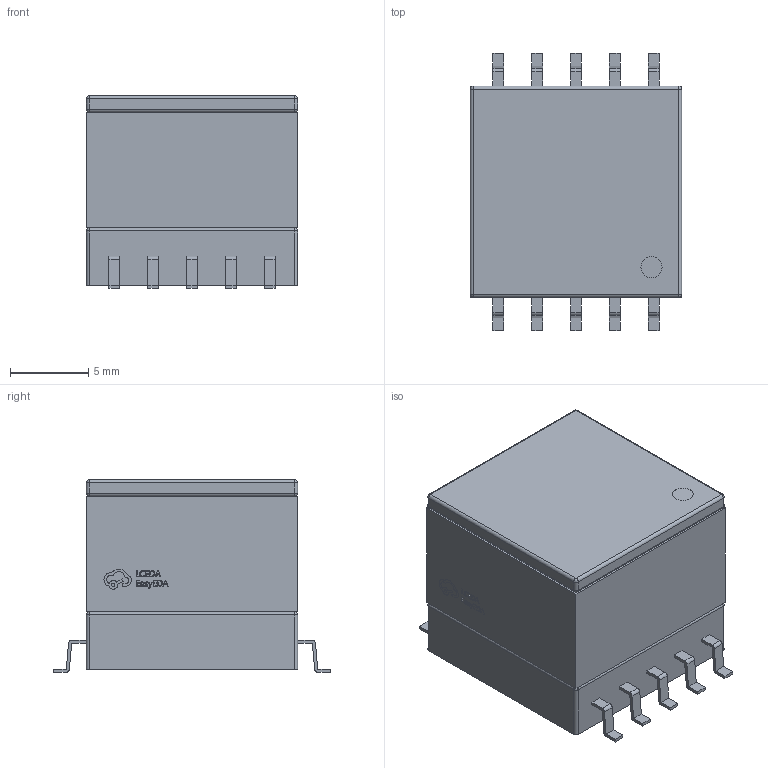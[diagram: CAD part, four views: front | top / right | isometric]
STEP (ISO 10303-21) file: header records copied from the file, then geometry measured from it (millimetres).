
FILE_DESCRIPTION (( 'STEP AP214' ), '1' );
FILE_NAME ('XFMR-SMD_10P-L13.5-W13.5-H12.3-P2.48-LS17.7-BR.step', '2022-07-15T05:03:03', ( '' ), ( '' ), 'SwSTEP 2.0', 'SolidWorks 2020', '' );
FILE_SCHEMA (( 'AUTOMOTIVE_DESIGN' ));
Length unit declared in the file: millimetre
Products named in the file (1): XFMR-SMD_10P-L13.5-W13.5-H12.3-P2.48-LS17.7-BR
Bounding box: 13.5 x 17.7 x 12.3 mm (x, y, z)
Volume: 2214.3 mm3; surface area: 1802.7 mm2
Topology: 16 solids, 16 shells, 453 faces, 1185 edges, 770 vertices
Faces by surface type: plane 287, bspline 112, cylinder 42, sphere 12
Entity records: 20051 total; most frequent: CARTESIAN_POINT 4501, ORIENTED_EDGE 2346, DIRECTION 1713, EDGE_CURVE 1173, LINE 861, VECTOR 861, VERTEX_POINT 770, EDGE_LOOP 483
